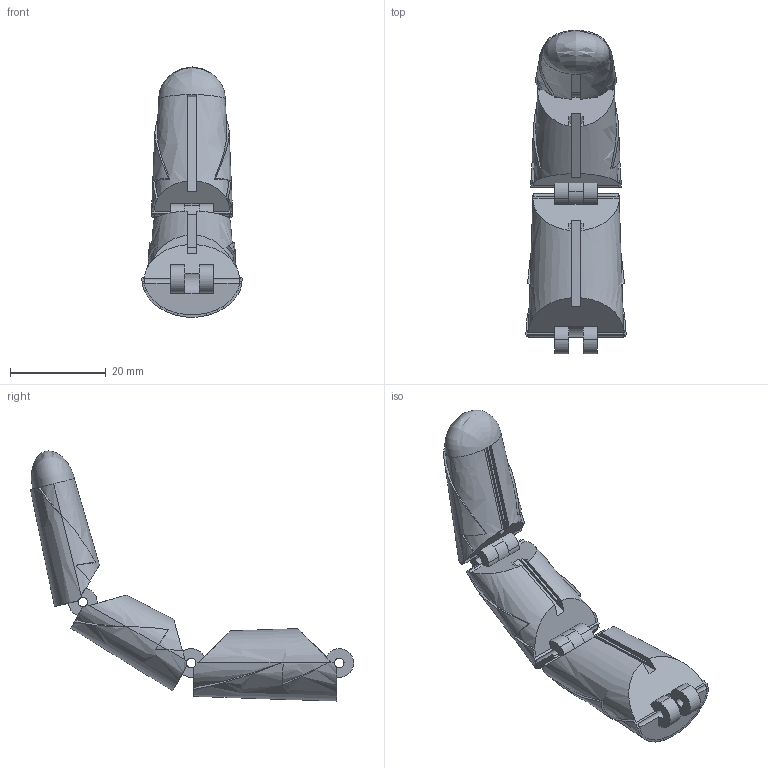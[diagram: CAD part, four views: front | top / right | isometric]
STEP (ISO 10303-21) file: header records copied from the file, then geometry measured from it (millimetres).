
FILE_DESCRIPTION (( 'STEP AP203' ), '1' );
FILE_NAME ('protesis de dedo indice.STEP', '2022-10-18T01:11:37', ( '' ), ( '' ), 'SwSTEP 2.0', 'SolidWorks 2021', '' );
FILE_SCHEMA (( 'CONFIG_CONTROL_DESIGN' ));
Length unit declared in the file: millimetre
Products named in the file (4): dedo_falange 1; protesis de dedo indice; dedo_falange 3; dedo_falange 2
Assembly tree (3 placements, depth 2):
  protesis de dedo indice
    dedo_falange 1
    dedo_falange 2
    dedo_falange 3
Bounding box: 20.97 x 67.64 x 52.33 mm (x, y, z)
Volume: 12974.6 mm3; surface area: 5704.5 mm2
Topology: 3 solids, 3 shells, 243 faces, 710 edges, 465 vertices
Faces by surface type: bspline 118, plane 74, cylinder 51
Entity records: 18140 total; most frequent: CARTESIAN_POINT 12341, ORIENTED_EDGE 1416, EDGE_CURVE 708, DIRECTION 690, VERTEX_POINT 465, B_SPLINE_CURVE_WITH_KNOTS 344, EDGE_LOOP 253, ADVANCED_FACE 243
